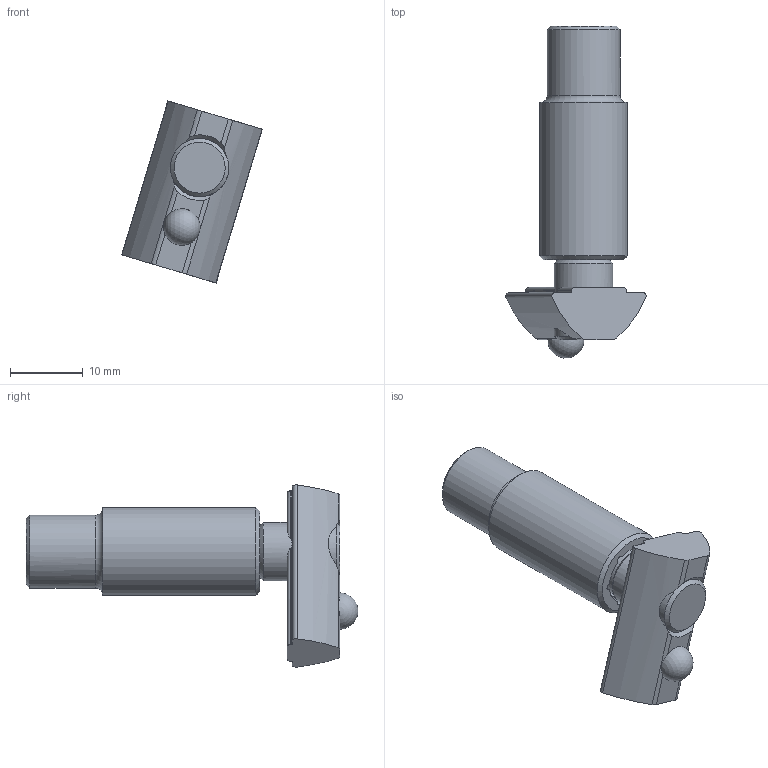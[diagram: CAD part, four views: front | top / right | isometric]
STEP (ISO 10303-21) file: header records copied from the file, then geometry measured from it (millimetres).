
FILE_DESCRIPTION(/* description */ (''),/* implementation_level */ '2;1');
FILE_NAME(/* name */ '1007683.step',/* time_stamp */ '2022-09-28T13:33:10+02:00',/* author */ (''),/* organization */ (''),/* preprocessor_version */ 'ST-DEVELOPER v19',/* originating_system */ 'Autodesk Translation Framework v11.7.0.108',/* authorisation */ '');
FILE_SCHEMA (('AUTOMOTIVE_DESIGN { 1 0 10303 214 3 1 1 }'));
Length unit declared in the file: millimetre
Products named in the file (1): 1007683
Bounding box: 19.24 x 45.47 x 24.95 mm (x, y, z)
Volume: 4422.8 mm3; surface area: 3690.1 mm2
Topology: 2 solids, 2 shells, 80 faces, 213 edges, 136 vertices
Faces by surface type: plane 35, cylinder 34, cone 9, sphere 1, torus 1
Full cylindrical faces by diameter (mm): 5 x1, 7 x1, 8 x2, 8.3 x1, 10 x1, 12 x1
Entity records: 2696 total; most frequent: CARTESIAN_POINT 626, DIRECTION 439, ORIENTED_EDGE 422, EDGE_CURVE 211, AXIS2_PLACEMENT_3D 169, VERTEX_POINT 140, LINE 101, VECTOR 101
